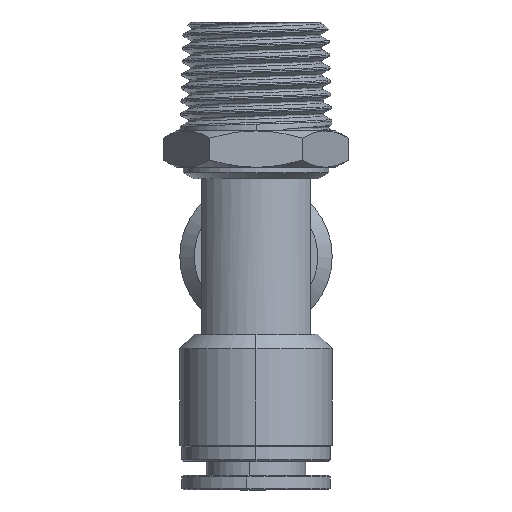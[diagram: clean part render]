
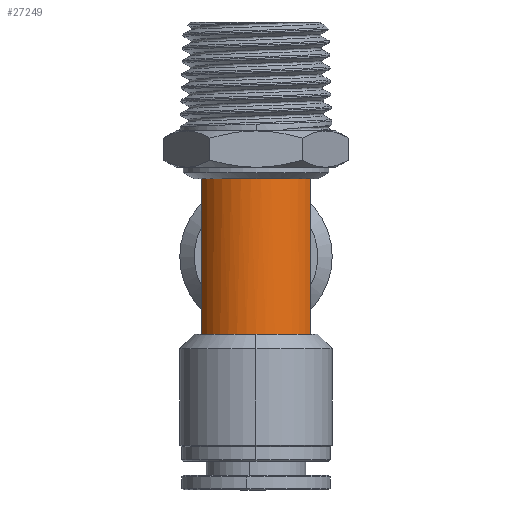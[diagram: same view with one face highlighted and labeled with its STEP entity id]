
A CAD part, front view. The second image highlights one B-rep face of the part: STEP entity #27249.
In plain terms, the highlighted cylindrical face has radius 8.5 mm (diameter 17 mm), a partial arc.
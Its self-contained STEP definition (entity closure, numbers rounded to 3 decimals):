
#799 = EDGE_CURVE ( 'NONE', #24789, #36471, #29693, .T. ) ;
#1159 = DIRECTION ( 'NONE',  ( 1., 0., 0. ) ) ;
#1627 = DIRECTION ( 'NONE',  ( 0., 0., 1. ) ) ;
#2915 = FACE_OUTER_BOUND ( 'NONE', #18286, .T. ) ;
#3049 = VERTEX_POINT ( 'NONE', #52712 ) ;
#4455 = AXIS2_PLACEMENT_3D ( 'NONE', #35815, #40136, #1159 ) ;
#5666 = AXIS2_PLACEMENT_3D ( 'NONE', #13197, #39247, #8843 ) ;
#7676 = CIRCLE ( 'NONE', #35513, 8.5 ) ;
#8843 = DIRECTION ( 'NONE',  ( 1., 0., 0. ) ) ;
#10476 = EDGE_CURVE ( 'NONE', #36471, #41927, #36092, .T. ) ;
#13197 = CARTESIAN_POINT ( 'NONE',  ( 0., 0., -21.4 ) ) ;
#13451 = ORIENTED_EDGE ( 'NONE', *, *, #10476, .T. ) ;
#15210 = EDGE_CURVE ( 'NONE', #41927, #35209, #55573, .T. ) ;
#18286 = EDGE_LOOP ( 'NONE', ( #48983, #21009, #42613, #13451, #47784 ) ) ;
#19194 = CARTESIAN_POINT ( 'NONE',  ( -7.5, -4., -21.4 ) ) ;
#19376 = AXIS2_PLACEMENT_3D ( 'NONE', #48178, #22189, #52564 ) ;
#20601 = CYLINDRICAL_SURFACE ( 'NONE', #4455, 8.5 ) ;
#21009 = ORIENTED_EDGE ( 'NONE', *, *, #44408, .F. ) ;
#22189 = DIRECTION ( 'NONE',  ( 0., 0., 1. ) ) ;
#22267 = VECTOR ( 'NONE', #1627, 1000. ) ;
#22637 = DIRECTION ( 'NONE',  ( 0., 0., -1. ) ) ;
#23592 = CARTESIAN_POINT ( 'NONE',  ( -7.5, -4., -21.4 ) ) ;
#24789 = VERTEX_POINT ( 'NONE', #19194 ) ;
#27249 = ADVANCED_FACE ( 'NONE', ( #2915 ), #20601, .T. ) ;
#27857 = CARTESIAN_POINT ( 'NONE',  ( 7.5, -4., -21.4 ) ) ;
#27956 = DIRECTION ( 'NONE',  ( 0., 0., 1. ) ) ;
#29693 = CIRCLE ( 'NONE', #5666, 8.5 ) ;
#31379 = CARTESIAN_POINT ( 'NONE',  ( 7.5, -4., 0. ) ) ;
#33334 = CARTESIAN_POINT ( 'NONE',  ( 7.5, -4., -21.4 ) ) ;
#33594 = CARTESIAN_POINT ( 'NONE',  ( 0., -8.5, -21.4 ) ) ;
#33792 = EDGE_CURVE ( 'NONE', #35209, #3049, #7676, .T. ) ;
#35209 = VERTEX_POINT ( 'NONE', #31379 ) ;
#35513 = AXIS2_PLACEMENT_3D ( 'NONE', #48644, #22637, #53038 ) ;
#35815 = CARTESIAN_POINT ( 'NONE',  ( 0., 0., -21.4 ) ) ;
#36092 = CIRCLE ( 'NONE', #19376, 8.5 ) ;
#36471 = VERTEX_POINT ( 'NONE', #33594 ) ;
#37630 = LINE ( 'NONE', #23592, #49115 ) ;
#39247 = DIRECTION ( 'NONE',  ( 0., 0., 1. ) ) ;
#40136 = DIRECTION ( 'NONE',  ( 0., 0., 1. ) ) ;
#41927 = VERTEX_POINT ( 'NONE', #33334 ) ;
#42613 = ORIENTED_EDGE ( 'NONE', *, *, #799, .T. ) ;
#44408 = EDGE_CURVE ( 'NONE', #24789, #3049, #37630, .T. ) ;
#47784 = ORIENTED_EDGE ( 'NONE', *, *, #15210, .T. ) ;
#48178 = CARTESIAN_POINT ( 'NONE',  ( 0., 0., -21.4 ) ) ;
#48644 = CARTESIAN_POINT ( 'NONE',  ( 0., 0., 0. ) ) ;
#48983 = ORIENTED_EDGE ( 'NONE', *, *, #33792, .T. ) ;
#49115 = VECTOR ( 'NONE', #27956, 1000. ) ;
#52564 = DIRECTION ( 'NONE',  ( 1., 0., 0. ) ) ;
#52712 = CARTESIAN_POINT ( 'NONE',  ( -7.5, -4., 0. ) ) ;
#53038 = DIRECTION ( 'NONE',  ( 1., 0., 0. ) ) ;
#55573 = LINE ( 'NONE', #27857, #22267 ) ;
